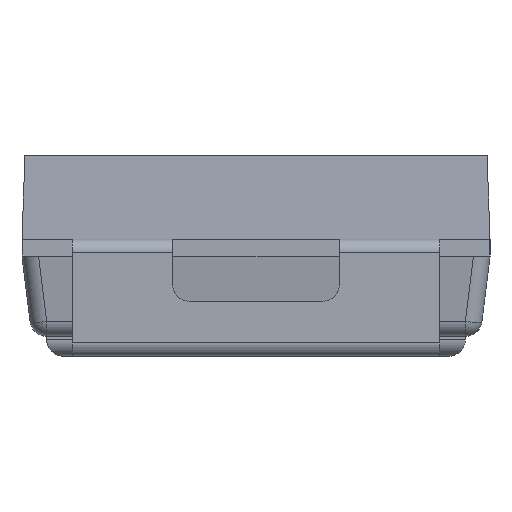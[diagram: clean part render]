
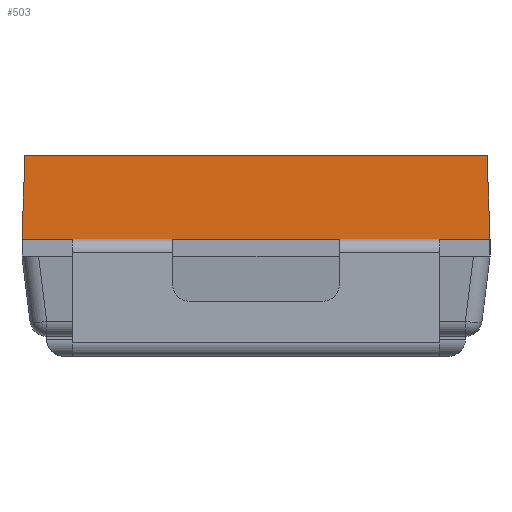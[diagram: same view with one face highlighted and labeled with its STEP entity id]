
A CAD part, left-side view. The second image highlights one B-rep face of the part: STEP entity #503.
In plain terms, the highlighted planar face has unit normal (-0.999, 0, 0.035).
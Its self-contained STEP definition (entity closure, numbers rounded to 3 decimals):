
#26 = DIRECTION ( 'NONE',  ( 0., -1., 0. ) ) ;
#125 = DIRECTION ( 'NONE',  ( -0.035, 0.035, -0.999 ) ) ;
#503 = ADVANCED_FACE ( 'NONE', ( #7408 ), #4743, .T. ) ;
#781 = EDGE_CURVE ( 'NONE', #7089, #2308, #6527, .T. ) ;
#1012 = EDGE_CURVE ( 'NONE', #6031, #1197, #7387, .T. ) ;
#1197 = VERTEX_POINT ( 'NONE', #8355 ) ;
#1769 = DIRECTION ( 'NONE',  ( -0.035, -0.035, -0.999 ) ) ;
#2308 = VERTEX_POINT ( 'NONE', #4559 ) ;
#2375 = VECTOR ( 'NONE', #26, 1000. ) ;
#2376 = DIRECTION ( 'NONE',  ( 0., -1., 0. ) ) ;
#2737 = AXIS2_PLACEMENT_3D ( 'NONE', #4044, #8995, #4769 ) ;
#3122 = VECTOR ( 'NONE', #2376, 1000. ) ;
#3679 = EDGE_CURVE ( 'NONE', #7089, #6031, #7989, .T. ) ;
#3702 = EDGE_LOOP ( 'NONE', ( #6122, #4377, #7186, #5230 ) ) ;
#4044 = CARTESIAN_POINT ( 'NONE',  ( -1.65, -1.4, 0.7 ) ) ;
#4377 = ORIENTED_EDGE ( 'NONE', *, *, #1012, .F. ) ;
#4417 = VECTOR ( 'NONE', #125, 1000. ) ;
#4435 = CARTESIAN_POINT ( 'NONE',  ( -1.633, -1.383, 1.2 ) ) ;
#4559 = CARTESIAN_POINT ( 'NONE',  ( -1.65, 1.4, 0.7 ) ) ;
#4624 = CARTESIAN_POINT ( 'NONE',  ( -1.633, 1.383, 1.2 ) ) ;
#4743 = PLANE ( 'NONE',  #2737 ) ;
#4769 = DIRECTION ( 'NONE',  ( 0.035, 0., 0.999 ) ) ;
#5063 = CARTESIAN_POINT ( 'NONE',  ( -1.647, 1.397, 0.798 ) ) ;
#5230 = ORIENTED_EDGE ( 'NONE', *, *, #781, .T. ) ;
#5520 = VECTOR ( 'NONE', #1769, 1000. ) ;
#6031 = VERTEX_POINT ( 'NONE', #4435 ) ;
#6122 = ORIENTED_EDGE ( 'NONE', *, *, #7054, .T. ) ;
#6361 = CARTESIAN_POINT ( 'NONE',  ( -1.633, 0., 1.2 ) ) ;
#6527 = LINE ( 'NONE', #5063, #4417 ) ;
#7054 = EDGE_CURVE ( 'NONE', #2308, #1197, #8732, .T. ) ;
#7089 = VERTEX_POINT ( 'NONE', #4624 ) ;
#7186 = ORIENTED_EDGE ( 'NONE', *, *, #3679, .F. ) ;
#7387 = LINE ( 'NONE', #8751, #5520 ) ;
#7408 = FACE_OUTER_BOUND ( 'NONE', #3702, .T. ) ;
#7989 = LINE ( 'NONE', #6361, #2375 ) ;
#8355 = CARTESIAN_POINT ( 'NONE',  ( -1.65, -1.4, 0.7 ) ) ;
#8732 = LINE ( 'NONE', #8841, #3122 ) ;
#8751 = CARTESIAN_POINT ( 'NONE',  ( -1.65, -1.4, 0.7 ) ) ;
#8841 = CARTESIAN_POINT ( 'NONE',  ( -1.65, -1.4, 0.7 ) ) ;
#8995 = DIRECTION ( 'NONE',  ( -0.999, 0., 0.035 ) ) ;
